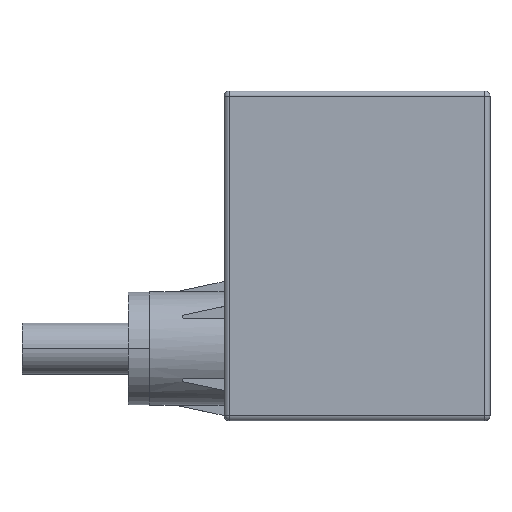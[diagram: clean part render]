
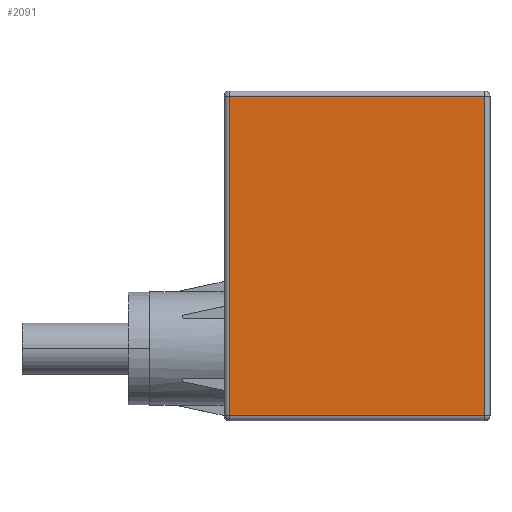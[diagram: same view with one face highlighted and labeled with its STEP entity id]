
A CAD part, top view. The second image highlights one B-rep face of the part: STEP entity #2091.
In plain terms, the highlighted planar face has unit normal (0, 0, 1).
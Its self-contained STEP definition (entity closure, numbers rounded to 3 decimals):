
#571=DIRECTION('',(0.,1.,0.));
#572=VECTOR('',#571,30.);
#573=CARTESIAN_POINT('',(12.,0.5,6.));
#574=LINE('',#573,#572);
#594=DIRECTION('',(1.,0.,0.));
#595=VECTOR('',#594,24.);
#596=CARTESIAN_POINT('',(-12.,30.5,6.));
#597=LINE('',#596,#595);
#601=DIRECTION('',(0.,1.,0.));
#602=VECTOR('',#601,30.);
#603=CARTESIAN_POINT('',(-12.,0.5,6.));
#604=LINE('',#603,#602);
#608=DIRECTION('',(1.,0.,0.));
#609=VECTOR('',#608,24.);
#610=CARTESIAN_POINT('',(-12.,0.5,6.));
#611=LINE('',#610,#609);
#1465=CARTESIAN_POINT('',(-12.,0.5,6.));
#1467=VERTEX_POINT('',#1465);
#1468=CARTESIAN_POINT('',(12.,0.5,6.));
#1469=VERTEX_POINT('',#1468);
#1591=CARTESIAN_POINT('',(-12.,30.5,6.));
#1592=VERTEX_POINT('',#1591);
#1595=CARTESIAN_POINT('',(12.,30.5,6.));
#1596=VERTEX_POINT('',#1595);
#2078=CARTESIAN_POINT('',(-12.,0.,6.));
#2079=DIRECTION('',(0.,0.,1.));
#2080=DIRECTION('',(1.,0.,0.));
#2081=AXIS2_PLACEMENT_3D('',#2078,#2079,#2080);
#2082=PLANE('',#2081);
#2083=ORIENTED_EDGE('',*,*,#2071,.T.);
#2084=ORIENTED_EDGE('',*,*,#2047,.F.);
#2086=ORIENTED_EDGE('',*,*,#2085,.F.);
#2088=ORIENTED_EDGE('',*,*,#2087,.T.);
#2089=EDGE_LOOP('',(#2083,#2084,#2086,#2088));
#2090=FACE_OUTER_BOUND('',#2089,.F.);
#2091=ADVANCED_FACE('',(#2090),#2082,.T.);
#2047=EDGE_CURVE('',#1469,#1596,#574,.T.);
#2071=EDGE_CURVE('',#1592,#1596,#597,.T.);
#2085=EDGE_CURVE('',#1467,#1469,#611,.T.);
#2087=EDGE_CURVE('',#1467,#1592,#604,.T.);
